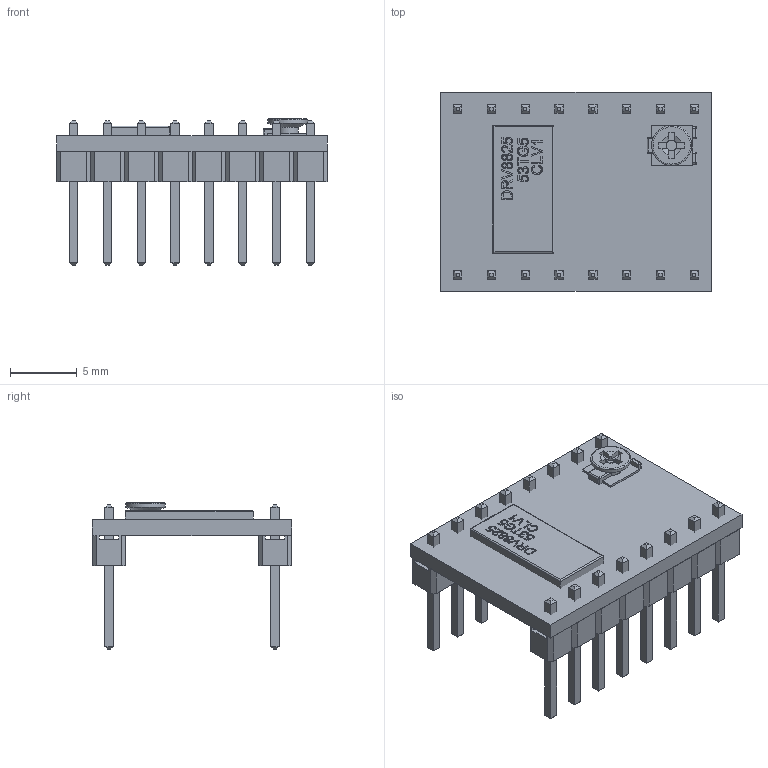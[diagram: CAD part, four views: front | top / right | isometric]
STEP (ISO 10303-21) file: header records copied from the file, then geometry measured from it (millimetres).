
FILE_DESCRIPTION(/* description */ (''),/* implementation_level */ '2;1');
FILE_NAME(/* name */ 'DRV8825,.stp',/* time_stamp */ '2017-10-12T14:58:08+07:00',/* author */ ('Thai'),/* organization */ (''),/* preprocessor_version */ 'ST-DEVELOPER v16.13',/* originating_system */ 'Autodesk Inventor 2018',/* authorisation */ '');
FILE_SCHEMA (('AUTOMOTIVE_DESIGN { 1 0 10303 214 3 1 1 }'));
Length unit declared in the file: millimetre
Products named in the file (1): DRV8825,
Bounding box: 20.32 x 14.95 x 11 mm (x, y, z)
Volume: 679.1 mm3; surface area: 1949.4 mm2
Topology: 54 solids, 54 shells, 917 faces, 2209 edges, 1422 vertices
Faces by surface type: plane 782, bspline 115, cylinder 15, cone 5
Full cylindrical faces by diameter (mm): 0.8 x1, 1.6 x1, 3 x1
Entity records: 30204 total; most frequent: CARTESIAN_POINT 9491, ORIENTED_EDGE 4404, DIRECTION 3663, EDGE_CURVE 2202, LINE 1937, VECTOR 1937, VERTEX_POINT 1419, EDGE_LOOP 989
